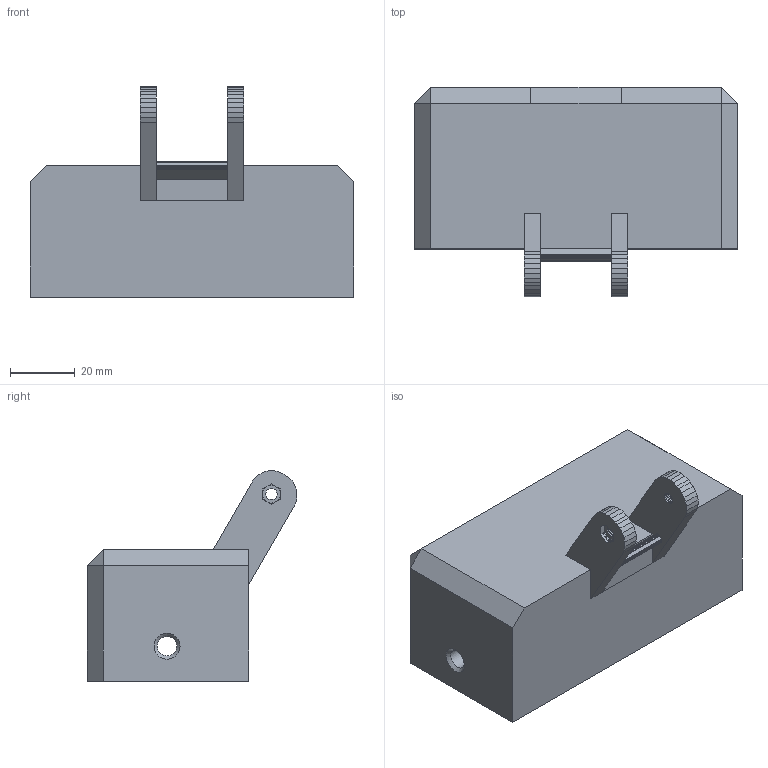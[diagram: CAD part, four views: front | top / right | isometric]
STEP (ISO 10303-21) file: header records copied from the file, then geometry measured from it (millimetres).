
FILE_DESCRIPTION(('FreeCAD Model'),'2;1');
FILE_NAME('Open CASCADE Shape Model','2021-08-11T19:18:05',('Author'),( ''),'Open CASCADE STEP processor 7.5','FreeCAD','Unknown');
FILE_SCHEMA(('AUTOMOTIVE_DESIGN { 1 0 10303 214 1 1 1 1 }'));
Length unit declared in the file: millimetre
Products named in the file (1): ClaptonJig
Bounding box: 100.15 x 64.92 x 65.08 mm (x, y, z)
Volume: 113464.6 mm3; surface area: 30826 mm2
Topology: 1 solids, 1 shells, 286 faces, 669 edges, 388 vertices
Faces by surface type: plane 269, cylinder 10, sphere 4, cone 2, bspline 1
Full cylindrical faces by diameter (mm): 6 x2
Entity records: 16594 total; most frequent: CARTESIAN_POINT 2801, DIRECTION 2581, LINE 1957, VECTOR 1957, ORIENTED_EDGE 1338, PCURVE 1338, DEFINITIONAL_REPRESENTATION 1338, EDGE_CURVE 669
